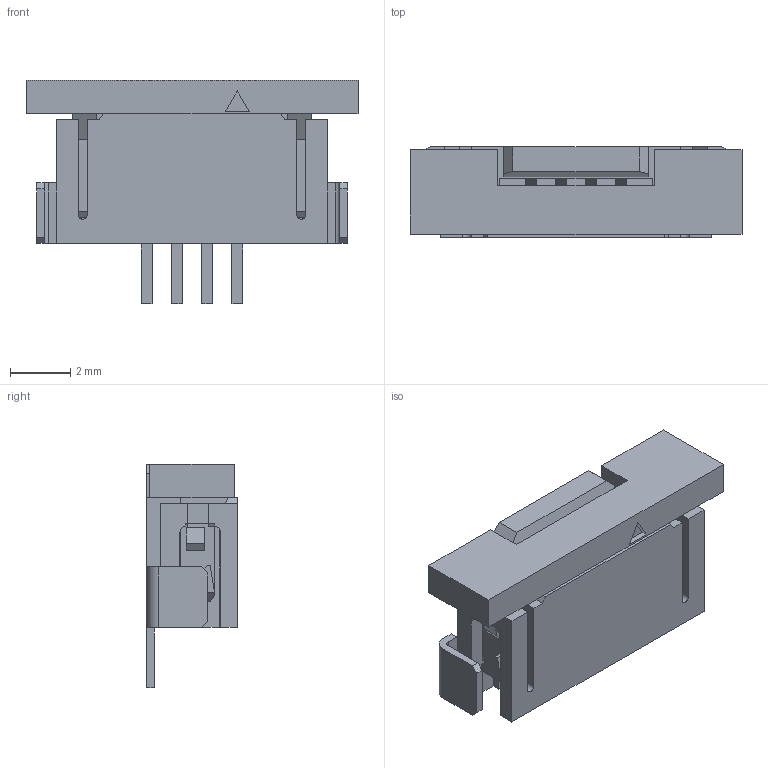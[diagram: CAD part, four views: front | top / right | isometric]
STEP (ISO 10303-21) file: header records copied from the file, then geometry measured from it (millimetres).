
FILE_DESCRIPTION((''),'2;1');
FILE_NAME('522710479','2019-07-23T',('gga'),(''),'PRO/ENGINEER BY PARAMETRIC TECHNOLOGY CORPORATION, 2016010','PRO/ENGINEER BY PARAMETRIC TECHNOLOGY CORPORATION, 2016010','');
FILE_SCHEMA(('CONFIG_CONTROL_DESIGN'));
Length unit declared in the file: millimetre
Products named in the file (1): 522710479
Bounding box: 11 x 3 x 7.4 mm (x, y, z)
Volume: 129.3 mm3; surface area: 386.6 mm2
Topology: 1 solids, 1 shells, 292 faces, 951 edges, 632 vertices
Faces by surface type: plane 256, cylinder 36
Entity records: 10364 total; most frequent: ORIENTED_EDGE 1854, CARTESIAN_POINT 1852, DIRECTION 1617, EDGE_CURVE 927, VECTOR 871, LINE 871, VERTEX_POINT 608, AXIS2_PLACEMENT_3D 373
